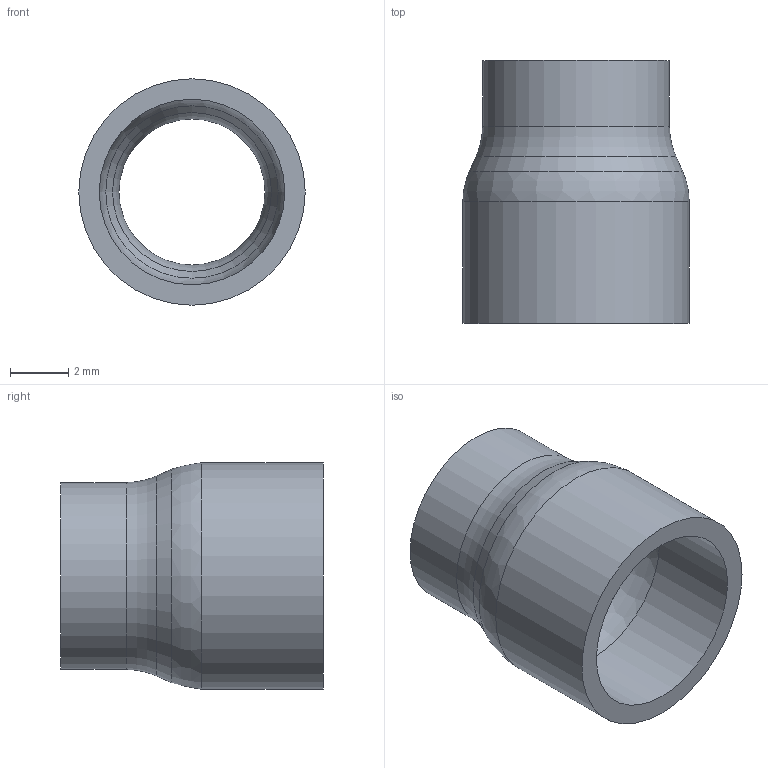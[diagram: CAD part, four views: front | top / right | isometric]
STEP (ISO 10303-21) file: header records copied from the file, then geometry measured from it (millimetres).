
FILE_DESCRIPTION(/* description */ ('Alibre Inc.'),/* implementation_level */ '2;1');
FILE_NAME(/* name */ 'export0',/* time_stamp */ '2015-07-05T22:54:50+12:00',/* author */ (''),/* organization */ (''),/* preprocessor_version */ 'ST-DEVELOPER v14',/* originating_system */ 'Alibre',/* authorisation */ '');
FILE_SCHEMA (('CONFIG_CONTROL_DESIGN'));
Length unit declared in the file: centimetre
Products named in the file (1): ID_1
Bounding box: 7.75 x 9 x 7.75 mm (x, y, z)
Volume: 139.6 mm3; surface area: 397.5 mm2
Topology: 1 solids, 1 shells, 12 faces, 22 edges, 12 vertices
Faces by surface type: torus 4, cylinder 4, cone 2, plane 2
Full cylindrical faces by diameter (mm): 5 x1, 6.35 x1, 6.4 x1, 7.75 x1
Entity records: 327 total; most frequent: DIRECTION 42, CARTESIAN_POINT 36, ORIENTED_EDGE 24, EDGE_LOOP 24, FACE_BOUND 24, AXIS2_PLACEMENT_3D 24, VERTEX_POINT 12, CIRCLE 12
